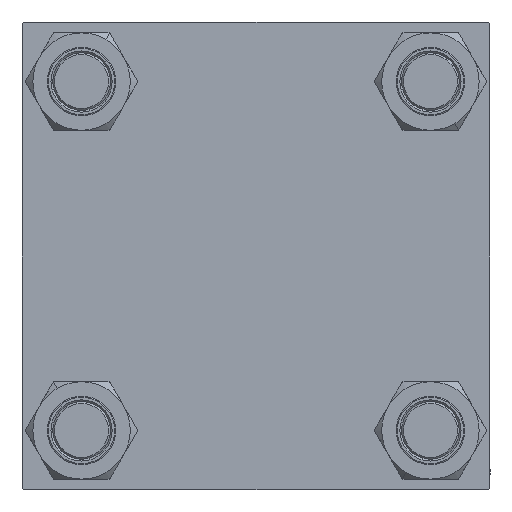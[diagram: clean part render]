
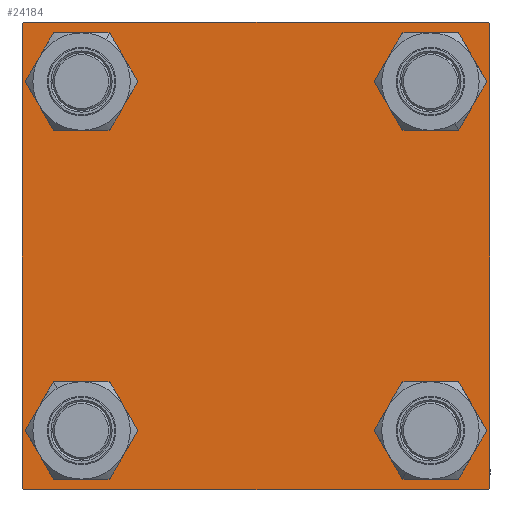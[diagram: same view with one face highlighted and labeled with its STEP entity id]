
A CAD part, left-side view. The second image highlights one B-rep face of the part: STEP entity #24184.
In plain terms, the highlighted planar face has unit normal (-1, 0, 0).
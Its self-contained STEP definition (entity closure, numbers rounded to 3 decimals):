
#977 = VERTEX_POINT ( 'NONE', #16960 ) ;
#1158 = VERTEX_POINT ( 'NONE', #41911 ) ;
#1295 = CARTESIAN_POINT ( 'NONE',  ( 0., 48.45, -48.45 ) ) ;
#1765 = EDGE_CURVE ( 'NONE', #9176, #39450, #3819, .T. ) ;
#2100 = FACE_BOUND ( 'NONE', #39193, .T. ) ;
#2154 = CIRCLE ( 'NONE', #38348, 8.5 ) ;
#2587 = DIRECTION ( 'NONE',  ( 0., 0., 1. ) ) ;
#2922 = CARTESIAN_POINT ( 'NONE',  ( 0., 65., 65. ) ) ;
#3129 = AXIS2_PLACEMENT_3D ( 'NONE', #34960, #50676, #11798 ) ;
#3406 = AXIS2_PLACEMENT_3D ( 'NONE', #19310, #35261, #50721 ) ;
#3819 = LINE ( 'NONE', #42683, #20755 ) ;
#4023 = ORIENTED_EDGE ( 'NONE', *, *, #45711, .F. ) ;
#4127 = VECTOR ( 'NONE', #18337, 1000. ) ;
#4735 = CARTESIAN_POINT ( 'NONE',  ( 0., 65., -65. ) ) ;
#5238 = ORIENTED_EDGE ( 'NONE', *, *, #6041, .T. ) ;
#5272 = VERTEX_POINT ( 'NONE', #35881 ) ;
#5640 = VERTEX_POINT ( 'NONE', #28612 ) ;
#5750 = VECTOR ( 'NONE', #50264, 1000. ) ;
#5957 = PLANE ( 'NONE',  #48048 ) ;
#6041 = EDGE_CURVE ( 'NONE', #45460, #11839, #12529, .T. ) ;
#6243 = CARTESIAN_POINT ( 'NONE',  ( 0., 64.75, -64.75 ) ) ;
#6301 = EDGE_CURVE ( 'NONE', #1158, #5272, #7646, .T. ) ;
#6499 = EDGE_LOOP ( 'NONE', ( #41126, #9203 ) ) ;
#6599 = EDGE_LOOP ( 'NONE', ( #46680, #14470, #31340, #37577, #32671, #31974, #4023, #14094 ) ) ;
#7646 = CIRCLE ( 'NONE', #15838, 8.5 ) ;
#7783 = CARTESIAN_POINT ( 'NONE',  ( 0., 64.75, 64.75 ) ) ;
#8108 = EDGE_CURVE ( 'NONE', #11839, #45460, #8495, .T. ) ;
#8495 = CIRCLE ( 'NONE', #33131, 8.5 ) ;
#8599 = LINE ( 'NONE', #4735, #24404 ) ;
#8845 = DIRECTION ( 'NONE',  ( 0., -0.707, 0.707 ) ) ;
#8910 = CARTESIAN_POINT ( 'NONE',  ( 0., 64.5, -65. ) ) ;
#9070 = DIRECTION ( 'NONE',  ( 0., 0., 1. ) ) ;
#9176 = VERTEX_POINT ( 'NONE', #34279 ) ;
#9203 = ORIENTED_EDGE ( 'NONE', *, *, #32108, .T. ) ;
#9440 = VECTOR ( 'NONE', #46146, 1000. ) ;
#9575 = FACE_BOUND ( 'NONE', #28403, .T. ) ;
#10285 = CIRCLE ( 'NONE', #39062, 8.5 ) ;
#10474 = CARTESIAN_POINT ( 'NONE',  ( 0., 48.45, 56.95 ) ) ;
#11032 = DIRECTION ( 'NONE',  ( 0., 0., -1. ) ) ;
#11365 = CIRCLE ( 'NONE', #3129, 8.5 ) ;
#11455 = VERTEX_POINT ( 'NONE', #14487 ) ;
#11526 = ORIENTED_EDGE ( 'NONE', *, *, #49177, .T. ) ;
#11527 = EDGE_CURVE ( 'NONE', #17597, #20315, #30699, .T. ) ;
#11539 = DIRECTION ( 'NONE',  ( 1., 0., 0. ) ) ;
#11798 = DIRECTION ( 'NONE',  ( 0., 0., 1. ) ) ;
#11806 = CARTESIAN_POINT ( 'NONE',  ( 0., 48.45, 48.45 ) ) ;
#11839 = VERTEX_POINT ( 'NONE', #24630 ) ;
#11990 = CARTESIAN_POINT ( 'NONE',  ( 0., -48.45, -39.95 ) ) ;
#12529 = CIRCLE ( 'NONE', #45413, 8.5 ) ;
#12964 = EDGE_CURVE ( 'NONE', #14246, #977, #10285, .T. ) ;
#13129 = EDGE_CURVE ( 'NONE', #20315, #50654, #50041, .T. ) ;
#13180 = FACE_BOUND ( 'NONE', #6499, .T. ) ;
#14094 = ORIENTED_EDGE ( 'NONE', *, *, #11527, .T. ) ;
#14246 = VERTEX_POINT ( 'NONE', #11990 ) ;
#14364 = DIRECTION ( 'NONE',  ( 0., 0., 1. ) ) ;
#14470 = ORIENTED_EDGE ( 'NONE', *, *, #41170, .T. ) ;
#14487 = CARTESIAN_POINT ( 'NONE',  ( 0., -64.5, 65. ) ) ;
#15226 = EDGE_CURVE ( 'NONE', #20531, #27446, #2154, .T. ) ;
#15330 = AXIS2_PLACEMENT_3D ( 'NONE', #18134, #45950, #42075 ) ;
#15400 = DIRECTION ( 'NONE',  ( 0., 0., 1. ) ) ;
#15578 = CARTESIAN_POINT ( 'NONE',  ( 0., 48.45, 39.95 ) ) ;
#15838 = AXIS2_PLACEMENT_3D ( 'NONE', #49640, #18991, #14364 ) ;
#16463 = CARTESIAN_POINT ( 'NONE',  ( 0., 64.5, 65. ) ) ;
#16629 = EDGE_CURVE ( 'NONE', #5640, #39450, #43598, .T. ) ;
#16960 = CARTESIAN_POINT ( 'NONE',  ( 0., -48.45, -56.95 ) ) ;
#17249 = LINE ( 'NONE', #37573, #37765 ) ;
#17571 = LINE ( 'NONE', #6243, #4127 ) ;
#17597 = VERTEX_POINT ( 'NONE', #16463 ) ;
#17822 = EDGE_LOOP ( 'NONE', ( #30209, #28782 ) ) ;
#18134 = CARTESIAN_POINT ( 'NONE',  ( 0., 48.45, 48.45 ) ) ;
#18337 = DIRECTION ( 'NONE',  ( 0., -0.707, -0.707 ) ) ;
#18991 = DIRECTION ( 'NONE',  ( 1., 0., 0. ) ) ;
#19048 = CARTESIAN_POINT ( 'NONE',  ( 0., 48.45, -48.45 ) ) ;
#19262 = CARTESIAN_POINT ( 'NONE',  ( 0., -48.45, -48.45 ) ) ;
#19310 = CARTESIAN_POINT ( 'NONE',  ( 0., -48.45, -48.45 ) ) ;
#20160 = CARTESIAN_POINT ( 'NONE',  ( 0., -64.75, -64.75 ) ) ;
#20315 = VERTEX_POINT ( 'NONE', #20781 ) ;
#20531 = VERTEX_POINT ( 'NONE', #10474 ) ;
#20755 = VECTOR ( 'NONE', #11032, 1000. ) ;
#20781 = CARTESIAN_POINT ( 'NONE',  ( 0., 65., 64.5 ) ) ;
#21359 = DIRECTION ( 'NONE',  ( 0., 0.707, 0.707 ) ) ;
#21403 = FACE_BOUND ( 'NONE', #17822, .T. ) ;
#24184 = ADVANCED_FACE ( 'NONE', ( #21403, #9575, #2100, #13180, #28639 ), #5957, .T. ) ;
#24404 = VECTOR ( 'NONE', #28160, 1000. ) ;
#24630 = CARTESIAN_POINT ( 'NONE',  ( 0., 48.45, -39.95 ) ) ;
#25175 = ORIENTED_EDGE ( 'NONE', *, *, #12964, .T. ) ;
#27446 = VERTEX_POINT ( 'NONE', #15578 ) ;
#28160 = DIRECTION ( 'NONE',  ( 0., -1., 0. ) ) ;
#28403 = EDGE_LOOP ( 'NONE', ( #25175, #11526 ) ) ;
#28612 = CARTESIAN_POINT ( 'NONE',  ( 0., -64.5, -65. ) ) ;
#28639 = FACE_OUTER_BOUND ( 'NONE', #6599, .T. ) ;
#28782 = ORIENTED_EDGE ( 'NONE', *, *, #37129, .T. ) ;
#28886 = DIRECTION ( 'NONE',  ( -1., 0., 0. ) ) ;
#30209 = ORIENTED_EDGE ( 'NONE', *, *, #6301, .T. ) ;
#30699 = LINE ( 'NONE', #7783, #9440 ) ;
#30898 = DIRECTION ( 'NONE',  ( 1., 0., 0. ) ) ;
#31340 = ORIENTED_EDGE ( 'NONE', *, *, #33245, .T. ) ;
#31974 = ORIENTED_EDGE ( 'NONE', *, *, #40224, .T. ) ;
#32108 = EDGE_CURVE ( 'NONE', #27446, #20531, #33396, .T. ) ;
#32671 = ORIENTED_EDGE ( 'NONE', *, *, #1765, .F. ) ;
#33131 = AXIS2_PLACEMENT_3D ( 'NONE', #1295, #36278, #36033 ) ;
#33245 = EDGE_CURVE ( 'NONE', #36514, #5640, #8599, .T. ) ;
#33396 = CIRCLE ( 'NONE', #15330, 8.5 ) ;
#34279 = CARTESIAN_POINT ( 'NONE',  ( 0., -65., 64.5 ) ) ;
#34960 = CARTESIAN_POINT ( 'NONE',  ( 0., -48.45, 48.45 ) ) ;
#35261 = DIRECTION ( 'NONE',  ( 1., 0., 0. ) ) ;
#35881 = CARTESIAN_POINT ( 'NONE',  ( 0., -48.45, 39.95 ) ) ;
#36033 = DIRECTION ( 'NONE',  ( 0., 0., 1. ) ) ;
#36278 = DIRECTION ( 'NONE',  ( 1., 0., 0. ) ) ;
#36514 = VERTEX_POINT ( 'NONE', #8910 ) ;
#37129 = EDGE_CURVE ( 'NONE', #5272, #1158, #11365, .T. ) ;
#37573 = CARTESIAN_POINT ( 'NONE',  ( 0., -64.75, 64.75 ) ) ;
#37577 = ORIENTED_EDGE ( 'NONE', *, *, #16629, .T. ) ;
#37765 = VECTOR ( 'NONE', #21359, 1000. ) ;
#38204 = CARTESIAN_POINT ( 'NONE',  ( 0., -65., -64.5 ) ) ;
#38348 = AXIS2_PLACEMENT_3D ( 'NONE', #11806, #50425, #39356 ) ;
#38663 = CARTESIAN_POINT ( 'NONE',  ( 0., 65., -64.5 ) ) ;
#38680 = LINE ( 'NONE', #42547, #5750 ) ;
#39062 = AXIS2_PLACEMENT_3D ( 'NONE', #19262, #11539, #15400 ) ;
#39193 = EDGE_LOOP ( 'NONE', ( #50770, #5238 ) ) ;
#39356 = DIRECTION ( 'NONE',  ( 0., 0., 1. ) ) ;
#39450 = VERTEX_POINT ( 'NONE', #38204 ) ;
#40224 = EDGE_CURVE ( 'NONE', #9176, #11455, #17249, .T. ) ;
#41126 = ORIENTED_EDGE ( 'NONE', *, *, #15226, .T. ) ;
#41170 = EDGE_CURVE ( 'NONE', #50654, #36514, #17571, .T. ) ;
#41911 = CARTESIAN_POINT ( 'NONE',  ( 0., -48.45, 56.95 ) ) ;
#42075 = DIRECTION ( 'NONE',  ( 0., 0., 1. ) ) ;
#42547 = CARTESIAN_POINT ( 'NONE',  ( 0., 65., 65. ) ) ;
#42683 = CARTESIAN_POINT ( 'NONE',  ( 0., -65., 65. ) ) ;
#42883 = CIRCLE ( 'NONE', #3406, 8.5 ) ;
#43212 = VECTOR ( 'NONE', #45665, 1000. ) ;
#43598 = LINE ( 'NONE', #20160, #44970 ) ;
#44970 = VECTOR ( 'NONE', #8845, 1000. ) ;
#45413 = AXIS2_PLACEMENT_3D ( 'NONE', #19048, #30898, #2587 ) ;
#45460 = VERTEX_POINT ( 'NONE', #50657 ) ;
#45665 = DIRECTION ( 'NONE',  ( 0., 0., -1. ) ) ;
#45711 = EDGE_CURVE ( 'NONE', #17597, #11455, #38680, .T. ) ;
#45950 = DIRECTION ( 'NONE',  ( 1., 0., 0. ) ) ;
#46146 = DIRECTION ( 'NONE',  ( 0., 0.707, -0.707 ) ) ;
#46680 = ORIENTED_EDGE ( 'NONE', *, *, #13129, .T. ) ;
#48048 = AXIS2_PLACEMENT_3D ( 'NONE', #48709, #28886, #9070 ) ;
#48709 = CARTESIAN_POINT ( 'NONE',  ( 0., 0., 0. ) ) ;
#49177 = EDGE_CURVE ( 'NONE', #977, #14246, #42883, .T. ) ;
#49640 = CARTESIAN_POINT ( 'NONE',  ( 0., -48.45, 48.45 ) ) ;
#50041 = LINE ( 'NONE', #2922, #43212 ) ;
#50264 = DIRECTION ( 'NONE',  ( 0., -1., 0. ) ) ;
#50425 = DIRECTION ( 'NONE',  ( 1., 0., 0. ) ) ;
#50654 = VERTEX_POINT ( 'NONE', #38663 ) ;
#50657 = CARTESIAN_POINT ( 'NONE',  ( 0., 48.45, -56.95 ) ) ;
#50676 = DIRECTION ( 'NONE',  ( 1., 0., 0. ) ) ;
#50721 = DIRECTION ( 'NONE',  ( 0., 0., 1. ) ) ;
#50770 = ORIENTED_EDGE ( 'NONE', *, *, #8108, .T. ) ;
